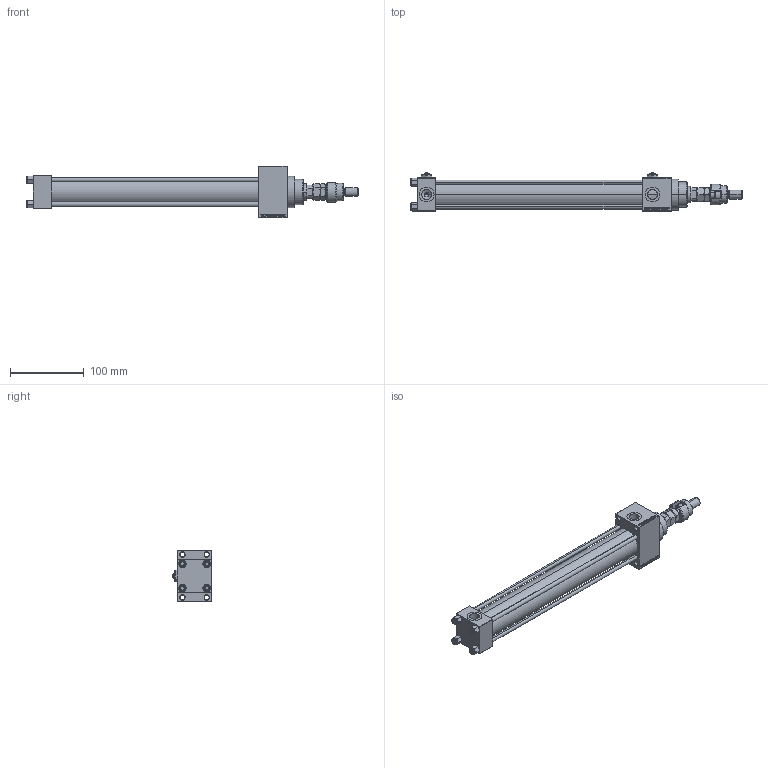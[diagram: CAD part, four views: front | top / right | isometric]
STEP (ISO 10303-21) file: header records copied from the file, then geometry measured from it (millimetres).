
FILE_DESCRIPTION (( 'STEP AP203' ), '1' );
FILE_NAME ('6515.STEP', '2023-08-23T12:26:28', ( '' ), ( '' ), 'SwSTEP 2.0', 'SolidWorks 2019', '' );
FILE_SCHEMA (( 'CONFIG_CONTROL_DESIGN' ));
Length unit declared in the file: millimetre
Products named in the file (10): V215_VC_A 2121d3651beebebc65c9ef16f4c8cb7e; V215CR_D_Body 2121d3651beebebc65c9ef16f4c8cb7e; DFA 2121d3651beebebc65c9ef16f4c8cb7e; FEMALE_PART_FOR_DFA 2121d3651beebebc65c9ef16f4c8cb7e; V215CR_VCP_D 2121d3651beebebc65c9ef16f4c8cb7e; 6515; V215CR_D_TYCINKA 2121d3651beebebc65c9ef16f4c8cb7e; MFA 2121d3651beebebc65c9ef16f4c8cb7e; Zatka_pro_OIL_PORT 2121d3651beebebc65c9ef16f4c8cb7e; NUT_M5_D 2121d3651beebebc65c9ef16f4c8cb7e
Assembly tree (16 placements, depth 3):
  6515
    V215CR_D_Body 2121d3651beebebc65c9ef16f4c8cb7e
    V215CR_VCP_D 2121d3651beebebc65c9ef16f4c8cb7e
    NUT_M5_D 2121d3651beebebc65c9ef16f4c8cb7e  x4
    V215CR_D_TYCINKA 2121d3651beebebc65c9ef16f4c8cb7e  x4
    V215_VC_A 2121d3651beebebc65c9ef16f4c8cb7e
    DFA 2121d3651beebebc65c9ef16f4c8cb7e
      FEMALE_PART_FOR_DFA 2121d3651beebebc65c9ef16f4c8cb7e
      MFA 2121d3651beebebc65c9ef16f4c8cb7e
    Zatka_pro_OIL_PORT 2121d3651beebebc65c9ef16f4c8cb7e  x2
Bounding box: 449 x 52 x 70 mm (x, y, z)
Volume: 448937.1 mm3; surface area: 172651.4 mm2
Topology: 15 solids, 15 shells, 1286 faces, 3155 edges, 2018 vertices
Faces by surface type: plane 570, bspline 368, cone 224, cylinder 112, torus 12
Entity records: 51929 total; most frequent: CARTESIAN_POINT 26374, ORIENTED_EDGE 5610, DIRECTION 3801, EDGE_CURVE 2805, VERTEX_POINT 1816, LINE 1607, VECTOR 1607, EDGE_LOOP 1265
